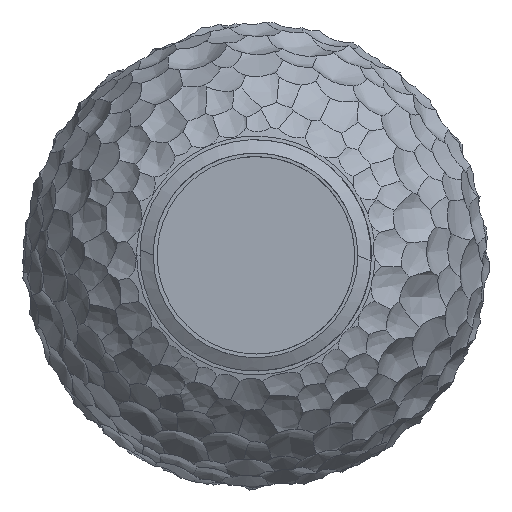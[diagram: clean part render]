
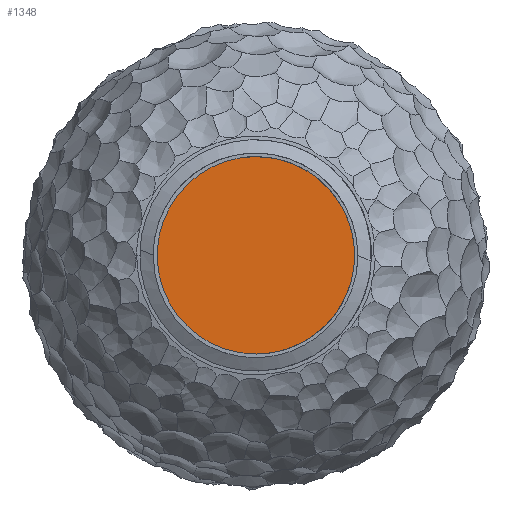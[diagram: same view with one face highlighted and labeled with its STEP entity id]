
A CAD part, top view. The second image highlights one B-rep face of the part: STEP entity #1348.
In plain terms, the highlighted planar face has unit normal (0, 0, 1).
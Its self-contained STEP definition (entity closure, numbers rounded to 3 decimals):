
#92=PLANE('',#12978);
#1348=ADVANCED_FACE('',(#1769),#92,.T.);
#1769=FACE_OUTER_BOUND('',#2190,.T.);
#2190=EDGE_LOOP('',(#2618));
#2618=ORIENTED_EDGE('',*,*,#5113,.F.);
#5113=EDGE_CURVE('',#10089,#10089,#10045,.T.);
#10045=(
BOUNDED_CURVE()
B_SPLINE_CURVE(2,(#13053,#13054,#13055,#13056,#13057,#13058,#13059,#13060,
#13061),.UNSPECIFIED.,.T.,.F.)
B_SPLINE_CURVE_WITH_KNOTS((3,2,2,2,3),(-201.062,-150.796,
-100.531,-50.265,0.),.UNSPECIFIED.)
CURVE()
GEOMETRIC_REPRESENTATION_ITEM()
RATIONAL_B_SPLINE_CURVE((1.,0.707,1.,0.707,1.,0.707,
1.,0.707,1.))
REPRESENTATION_ITEM('')
);
#10089=VERTEX_POINT('',#13052);
#12978=AXIS2_PLACEMENT_3D('',#13051,#12988,$);
#12988=DIRECTION('',(0.,0.,1.));
#13051=CARTESIAN_POINT('',(-32.351,31.883,0.));
#13052=CARTESIAN_POINT('',(-0.117,-32.,0.));
#13053=CARTESIAN_POINT('',(-0.117,-32.,0.));
#13054=CARTESIAN_POINT('',(-32.117,-32.117,0.));
#13055=CARTESIAN_POINT('',(-32.234,-0.117,0.));
#13056=CARTESIAN_POINT('',(-32.351,31.883,0.));
#13057=CARTESIAN_POINT('',(-0.351,32.,0.));
#13058=CARTESIAN_POINT('',(31.649,32.117,0.));
#13059=CARTESIAN_POINT('',(31.766,0.117,0.));
#13060=CARTESIAN_POINT('',(31.883,-31.883,0.));
#13061=CARTESIAN_POINT('',(-0.117,-32.,0.));
